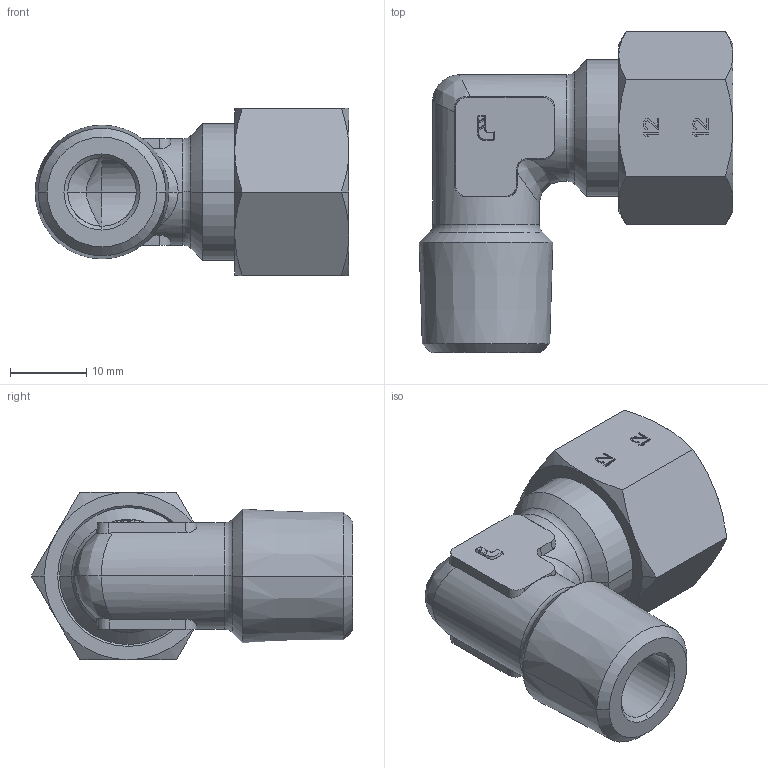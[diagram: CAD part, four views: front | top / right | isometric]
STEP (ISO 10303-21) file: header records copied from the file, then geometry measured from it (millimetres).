
FILE_DESCRIPTION(('STEP AP214'),'1');
FILE_NAME('1809_12_18.stp','2016-07-07T14:32:49',('TraceParts'),('TraceParts S.A.'),'Spatial InterOp 3D',' ',' ');
FILE_SCHEMA(('automotive_design'));
Length unit declared in the file: millimetre
Products named in the file (3): Solide1; Solide2; Solide3
Bounding box: 41.23 x 42.2 x 22 mm (x, y, z)
Volume: 10464.9 mm3; surface area: 7821.7 mm2
Topology: 3 solids, 3 shells, 314 faces, 818 edges, 524 vertices
Faces by surface type: plane 156, cone 72, cylinder 56, torus 26, bspline 4
Entity records: 12705 total; most frequent: CARTESIAN_POINT 2319, DIRECTION 1660, ORIENTED_EDGE 1636, EDGE_CURVE 818, AXIS2_PLACEMENT_3D 584, VERTEX_POINT 524, LINE 492, VECTOR 492
